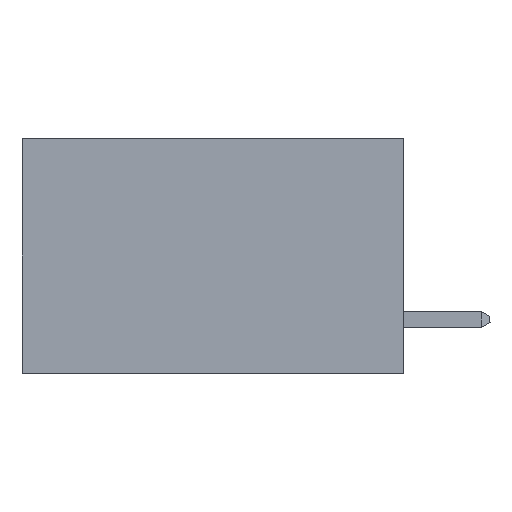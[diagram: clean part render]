
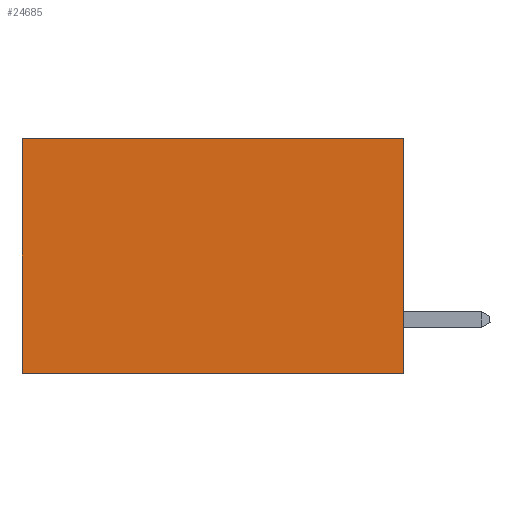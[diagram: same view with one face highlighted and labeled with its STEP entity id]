
A CAD part, left-side view. The second image highlights one B-rep face of the part: STEP entity #24685.
In plain terms, the highlighted planar face has unit normal (-1, 0, 0).
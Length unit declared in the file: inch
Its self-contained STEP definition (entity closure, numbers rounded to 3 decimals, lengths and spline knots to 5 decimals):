
#799 = EDGE_CURVE ( 'NONE', #6190, #26680, #19522, .T. ) ;
#2622 = LINE ( 'NONE', #14804, #9428 ) ;
#3261 = CARTESIAN_POINT ( 'NONE',  ( 0.2875, 0., -0.37 ) ) ;
#6190 = VERTEX_POINT ( 'NONE', #31108 ) ;
#6864 = PLANE ( 'NONE',  #23376 ) ;
#9270 = FACE_OUTER_BOUND ( 'NONE', #23646, .T. ) ;
#9428 = VECTOR ( 'NONE', #28957, 39.37008 ) ;
#9755 = DIRECTION ( 'NONE',  ( 0., 0., -1. ) ) ;
#10900 = EDGE_CURVE ( 'NONE', #6190, #21922, #2622, .T. ) ;
#11863 = DIRECTION ( 'NONE',  ( 0., 0., -1. ) ) ;
#12578 = CARTESIAN_POINT ( 'NONE',  ( 0.2875, 0.6, 0. ) ) ;
#12735 = CARTESIAN_POINT ( 'NONE',  ( 0.2875, 0.6, -0.37 ) ) ;
#14804 = CARTESIAN_POINT ( 'NONE',  ( 0.2875, 0., 0. ) ) ;
#14871 = DIRECTION ( 'NONE',  ( 0., 1., 0. ) ) ;
#15403 = CARTESIAN_POINT ( 'NONE',  ( 0.2875, 0., 0. ) ) ;
#16444 = ORIENTED_EDGE ( 'NONE', *, *, #17577, .F. ) ;
#17577 = EDGE_CURVE ( 'NONE', #26680, #29017, #35464, .T. ) ;
#18612 = VECTOR ( 'NONE', #11863, 39.37008 ) ;
#19522 = LINE ( 'NONE', #26246, #18612 ) ;
#20472 = VECTOR ( 'NONE', #14871, 39.37008 ) ;
#21406 = CARTESIAN_POINT ( 'NONE',  ( 0.2875, 0., -0.37 ) ) ;
#21922 = VERTEX_POINT ( 'NONE', #12578 ) ;
#23312 = EDGE_CURVE ( 'NONE', #21922, #29017, #28956, .T. ) ;
#23376 = AXIS2_PLACEMENT_3D ( 'NONE', #15403, #26877, #9755 ) ;
#23573 = ORIENTED_EDGE ( 'NONE', *, *, #23312, .T. ) ;
#23646 = EDGE_LOOP ( 'NONE', ( #23573, #16444, #25852, #31311 ) ) ;
#24685 = ADVANCED_FACE ( 'NONE', ( #9270 ), #6864, .F. ) ;
#25852 = ORIENTED_EDGE ( 'NONE', *, *, #799, .F. ) ;
#26246 = CARTESIAN_POINT ( 'NONE',  ( 0.2875, 0., 0. ) ) ;
#26680 = VERTEX_POINT ( 'NONE', #21406 ) ;
#26877 = DIRECTION ( 'NONE',  ( 1., 0., 0. ) ) ;
#28956 = LINE ( 'NONE', #30371, #34672 ) ;
#28957 = DIRECTION ( 'NONE',  ( 0., 1., 0. ) ) ;
#29017 = VERTEX_POINT ( 'NONE', #12735 ) ;
#30371 = CARTESIAN_POINT ( 'NONE',  ( 0.2875, 0.6, 0. ) ) ;
#31108 = CARTESIAN_POINT ( 'NONE',  ( 0.2875, 0., 0. ) ) ;
#31311 = ORIENTED_EDGE ( 'NONE', *, *, #10900, .T. ) ;
#33211 = DIRECTION ( 'NONE',  ( 0., 0., -1. ) ) ;
#34672 = VECTOR ( 'NONE', #33211, 39.37008 ) ;
#35464 = LINE ( 'NONE', #3261, #20472 ) ;
